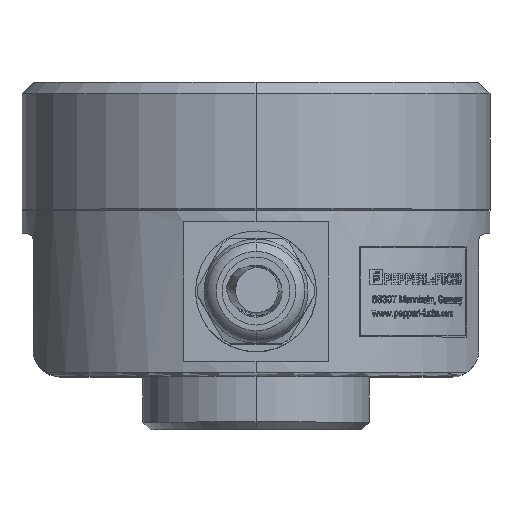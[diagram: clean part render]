
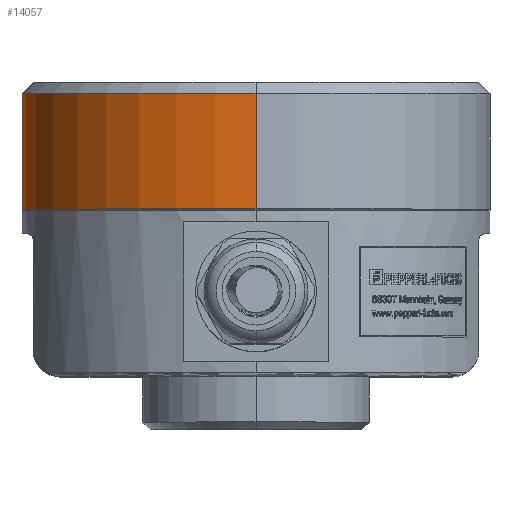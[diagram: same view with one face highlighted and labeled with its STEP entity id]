
A CAD part, top view. The second image highlights one B-rep face of the part: STEP entity #14057.
In plain terms, the highlighted cylindrical face has radius 31 mm (diameter 62 mm), a partial arc.
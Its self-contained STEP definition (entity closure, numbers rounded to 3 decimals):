
#1314=CARTESIAN_POINT('',(0.,29.2,0.));
#1315=DIRECTION('',(0.,-1.,0.));
#1316=DIRECTION('',(0.,0.,1.));
#1317=AXIS2_PLACEMENT_3D('',#1314,#1315,#1316);
#1322=CARTESIAN_POINT('',(0.,44.5,0.));
#1323=DIRECTION('',(0.,1.,0.));
#1324=DIRECTION('',(0.,0.,-1.));
#1325=AXIS2_PLACEMENT_3D('',#1322,#1323,#1324);
#1352=DIRECTION('',(0.,1.,0.));
#1353=VECTOR('',#1352,15.3);
#1354=CARTESIAN_POINT('',(0.,29.2,-31.));
#1355=LINE('',#1354,#1353);
#1359=DIRECTION('',(0.,1.,0.));
#1360=VECTOR('',#1359,15.3);
#1361=CARTESIAN_POINT('',(0.,29.2,31.));
#1362=LINE('',#1361,#1360);
#13112=CARTESIAN_POINT('',(0.,29.2,31.));
#13113=CARTESIAN_POINT('',(0.,44.5,31.));
#13114=VERTEX_POINT('',#13112);
#13115=VERTEX_POINT('',#13113);
#13116=CARTESIAN_POINT('',(0.,29.2,-31.));
#13117=CARTESIAN_POINT('',(0.,44.5,-31.));
#13118=VERTEX_POINT('',#13116);
#13119=VERTEX_POINT('',#13117);
#14043=CARTESIAN_POINT('',(0.,52.395,0.));
#14044=DIRECTION('',(0.,1.,0.));
#14045=DIRECTION('',(0.,0.,-1.));
#14046=AXIS2_PLACEMENT_3D('',#14043,#14044,#14045);
#14047=CYLINDRICAL_SURFACE('',#14046,31.);
#14049=ORIENTED_EDGE('',*,*,#14048,.T.);
#14051=ORIENTED_EDGE('',*,*,#14050,.F.);
#14052=ORIENTED_EDGE('',*,*,#14033,.T.);
#14054=ORIENTED_EDGE('',*,*,#14053,.T.);
#14055=EDGE_LOOP('',(#14049,#14051,#14052,#14054));
#14056=FACE_OUTER_BOUND('',#14055,.F.);
#14057=ADVANCED_FACE('',(#14056),#14047,.T.);
#1318=CIRCLE('',#1317,31.);
#1326=CIRCLE('',#1325,31.);
#14033=EDGE_CURVE('',#13114,#13118,#1318,.T.);
#14048=EDGE_CURVE('',#13119,#13115,#1326,.T.);
#14050=EDGE_CURVE('',#13114,#13115,#1362,.T.);
#14053=EDGE_CURVE('',#13118,#13119,#1355,.T.);
